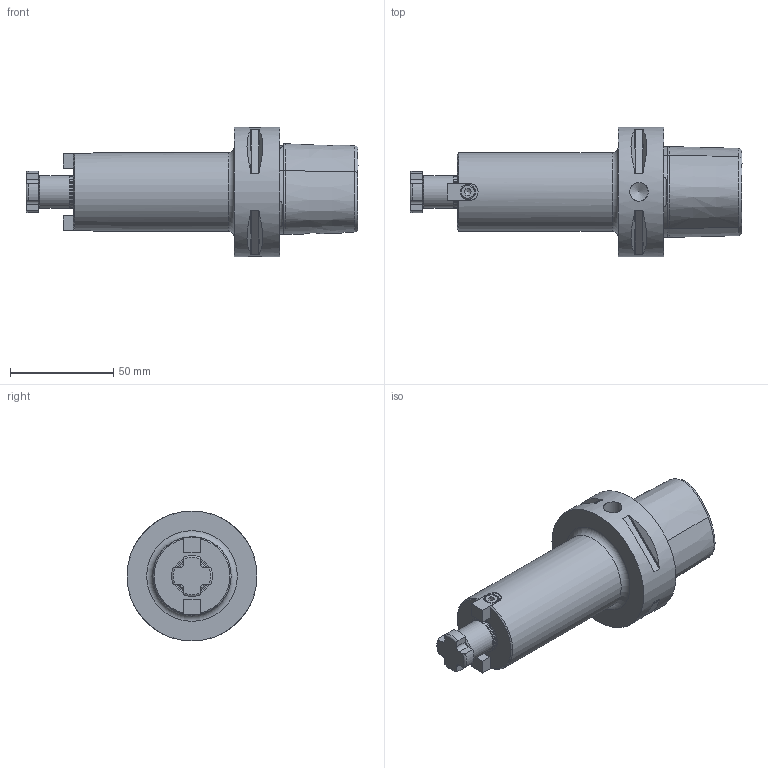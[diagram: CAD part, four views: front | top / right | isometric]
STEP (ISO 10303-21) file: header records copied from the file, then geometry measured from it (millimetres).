
FILE_DESCRIPTION(/* description */ (''),/* implementation_level */ '2;1');
FILE_NAME(/* name */ '06_16_92.stp',/* time_stamp */ '2022-05-25T08:50:36+02:00',/* author */ ('cad'),/* organization */ (''),/* preprocessor_version */ 'ST-DEVELOPER v18.1',/* originating_system */ 'Autodesk Inventor 2021',/* authorisation */ '');
FILE_SCHEMA (('AUTOMOTIVE_DESIGN { 1 0 10303 214 3 1 1 }'));
Length unit declared in the file: inch
Products named in the file (1): 06_16_92_Shrinkwrap_1
Bounding box: 161 x 63 x 63 mm (x, y, z)
Volume: 184598.1 mm3; surface area: 33953 mm2
Topology: 1 solids, 1 shells, 181 faces, 512 edges, 348 vertices
Faces by surface type: plane 80, cylinder 49, cone 25, torus 15, bspline 12
Full cylindrical faces by diameter (mm): 2.5 x2, 3.242 x2, 5 x1, 6.647 x1, 7 x2, 7.5 x2, 8.1 x2, 9 x1, 10 x1, 15.6 x1, 16 x2, 18.376 x1, 20.3 x1, 28 x2, 32 x1, 38 x1, 63 x1
Entity records: 7403 total; most frequent: CARTESIAN_POINT 2566, ORIENTED_EDGE 1014, DIRECTION 919, EDGE_CURVE 507, AXIS2_PLACEMENT_3D 373, VERTEX_POINT 348, EDGE_LOOP 203, CIRCLE 195
